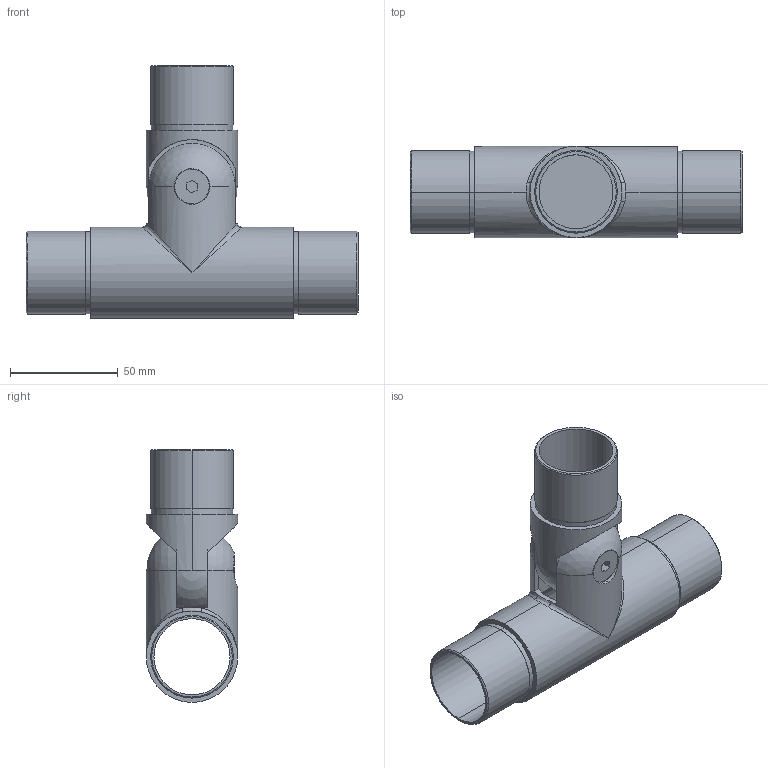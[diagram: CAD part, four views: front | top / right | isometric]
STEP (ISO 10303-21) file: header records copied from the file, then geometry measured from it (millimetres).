
FILE_DESCRIPTION (( 'STEP AP203' ), '1' );
FILE_NAME ('A_0722-242.STEP', '2019-01-14T08:20:34', ( '' ), ( '' ), 'SwSTEP 2.0', 'SolidWorks 2018', '' );
FILE_SCHEMA (( 'CONFIG_CONTROL_DESIGN' ));
Length unit declared in the file: millimetre
Products named in the file (4): Skrutka DIN 7991 ZINK._Skrutka M 8x 35; A_0722-242.P2; A_0722-242; A_0722-242.P1
Assembly tree (3 placements, depth 2):
  A_0722-242
    A_0722-242.P1
    A_0722-242.P2
    Skrutka DIN 7991 ZINK._Skrutka M 8x 35
Bounding box: 154 x 42.4 x 117.3 mm (x, y, z)
Volume: 75422.2 mm3; surface area: 62563.4 mm2
Topology: 3 solids, 3 shells, 128 faces, 307 edges, 189 vertices
Faces by surface type: cylinder 51, plane 38, cone 16, torus 9, sphere 8, bspline 6
Entity records: 4686 total; most frequent: CARTESIAN_POINT 1272, DIRECTION 687, ORIENTED_EDGE 598, EDGE_CURVE 299, AXIS2_PLACEMENT_3D 286, VERTEX_POINT 188, CIRCLE 158, EDGE_LOOP 147
